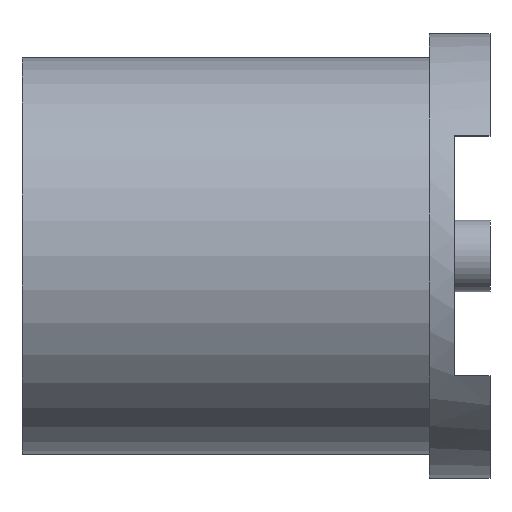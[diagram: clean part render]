
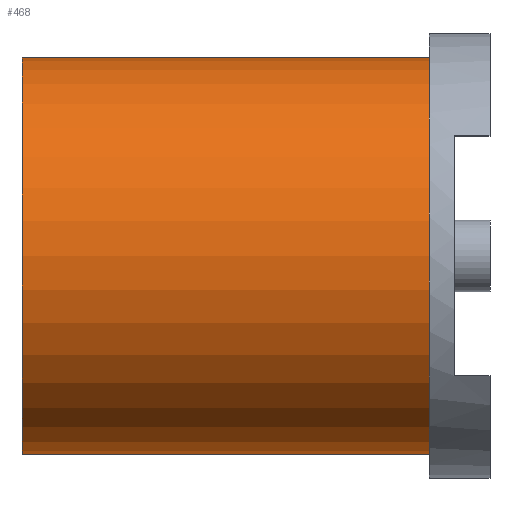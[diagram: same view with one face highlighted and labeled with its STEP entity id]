
A CAD part, top view. The second image highlights one B-rep face of the part: STEP entity #468.
In plain terms, the highlighted cylindrical face has radius 2.095 mm (diameter 4.19 mm), a partial arc.
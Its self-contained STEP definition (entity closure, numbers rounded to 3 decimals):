
#7 = LINE ( 'NONE', #565, #187 ) ;
#13 = CIRCLE ( 'NONE', #176, 2.095 ) ;
#17 = ORIENTED_EDGE ( 'NONE', *, *, #216, .T. ) ;
#57 = FACE_OUTER_BOUND ( 'NONE', #105, .T. ) ;
#58 = CIRCLE ( 'NONE', #788, 2.095 ) ;
#88 = VERTEX_POINT ( 'NONE', #932 ) ;
#105 = EDGE_LOOP ( 'NONE', ( #285, #320, #17, #351 ) ) ;
#139 = EDGE_CURVE ( 'NONE', #885, #172, #7, .T. ) ;
#165 = DIRECTION ( 'NONE',  ( 1., 0., 0. ) ) ;
#172 = VERTEX_POINT ( 'NONE', #800 ) ;
#176 = AXIS2_PLACEMENT_3D ( 'NONE', #624, #775, #608 ) ;
#187 = VECTOR ( 'NONE', #291, 1000. ) ;
#216 = EDGE_CURVE ( 'NONE', #88, #344, #742, .T. ) ;
#285 = ORIENTED_EDGE ( 'NONE', *, *, #139, .F. ) ;
#291 = DIRECTION ( 'NONE',  ( 1., 0., 0. ) ) ;
#320 = ORIENTED_EDGE ( 'NONE', *, *, #725, .F. ) ;
#334 = DIRECTION ( 'NONE',  ( 0., -1., 0. ) ) ;
#338 = CYLINDRICAL_SURFACE ( 'NONE', #692, 2.095 ) ;
#344 = VERTEX_POINT ( 'NONE', #428 ) ;
#351 = ORIENTED_EDGE ( 'NONE', *, *, #672, .F. ) ;
#412 = CARTESIAN_POINT ( 'NONE',  ( -0.247, 0., 0. ) ) ;
#428 = CARTESIAN_POINT ( 'NONE',  ( 4.31, -2.095, 0. ) ) ;
#438 = CARTESIAN_POINT ( 'NONE',  ( -0.247, -2.095, 0. ) ) ;
#443 = DIRECTION ( 'NONE',  ( 1., 0., 0. ) ) ;
#451 = DIRECTION ( 'NONE',  ( 0., 1., 0. ) ) ;
#468 = ADVANCED_FACE ( 'NONE', ( #57 ), #338, .T. ) ;
#565 = CARTESIAN_POINT ( 'NONE',  ( -0.247, 2.095, 0. ) ) ;
#608 = DIRECTION ( 'NONE',  ( 0., 1., 0. ) ) ;
#612 = DIRECTION ( 'NONE',  ( 1., 0., 0. ) ) ;
#624 = CARTESIAN_POINT ( 'NONE',  ( 0., 0., 0. ) ) ;
#636 = VECTOR ( 'NONE', #443, 1000. ) ;
#639 = CARTESIAN_POINT ( 'NONE',  ( 0., 2.095, 0. ) ) ;
#672 = EDGE_CURVE ( 'NONE', #172, #344, #58, .T. ) ;
#692 = AXIS2_PLACEMENT_3D ( 'NONE', #412, #612, #334 ) ;
#725 = EDGE_CURVE ( 'NONE', #88, #885, #13, .T. ) ;
#742 = LINE ( 'NONE', #438, #636 ) ;
#775 = DIRECTION ( 'NONE',  ( -1., 0., 0. ) ) ;
#788 = AXIS2_PLACEMENT_3D ( 'NONE', #830, #165, #451 ) ;
#800 = CARTESIAN_POINT ( 'NONE',  ( 4.31, 2.095, 0. ) ) ;
#830 = CARTESIAN_POINT ( 'NONE',  ( 4.31, 0., 0. ) ) ;
#885 = VERTEX_POINT ( 'NONE', #639 ) ;
#932 = CARTESIAN_POINT ( 'NONE',  ( 0., -2.095, 0. ) ) ;
